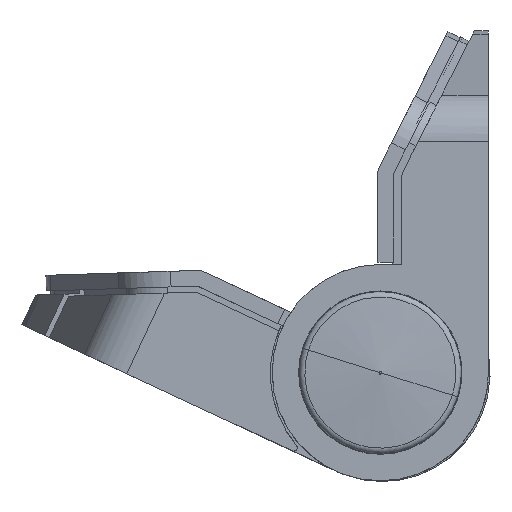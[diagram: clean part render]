
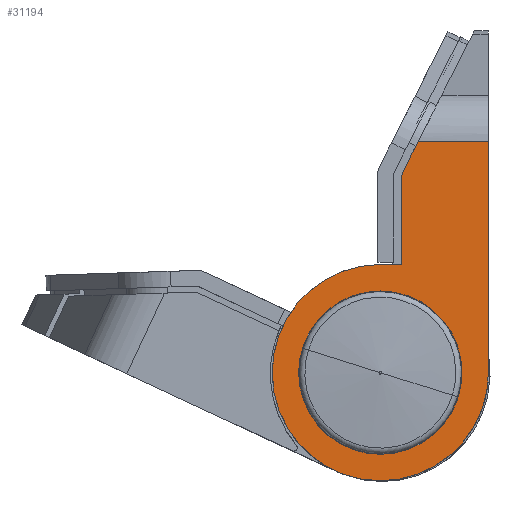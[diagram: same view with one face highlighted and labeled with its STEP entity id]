
A CAD part, front view. The second image highlights one B-rep face of the part: STEP entity #31194.
In plain terms, the highlighted planar face has unit normal (0, -1, 0).
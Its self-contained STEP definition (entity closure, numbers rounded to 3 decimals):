
#999 = AXIS2_PLACEMENT_3D ( 'NONE', #6299, #27403, #9416 ) ;
#2087 = CARTESIAN_POINT ( 'NONE',  ( 1.8, 1., 8.999 ) ) ;
#2095 = EDGE_CURVE ( 'NONE', #10784, #4321, #34690, .T. ) ;
#2275 = DIRECTION ( 'NONE',  ( 0., -1., 0. ) ) ;
#2288 = DIRECTION ( 'NONE',  ( 0., 1., 0. ) ) ;
#2824 = AXIS2_PLACEMENT_3D ( 'NONE', #26280, #26203, #26128 ) ;
#4167 = FACE_BOUND ( 'NONE', #13858, .T. ) ;
#4321 = VERTEX_POINT ( 'NONE', #34640 ) ;
#5131 = CARTESIAN_POINT ( 'NONE',  ( 0., 1., 6.8 ) ) ;
#5170 = VERTEX_POINT ( 'NONE', #20043 ) ;
#6299 = CARTESIAN_POINT ( 'NONE',  ( 2.3, 1., 16.438 ) ) ;
#7093 = CARTESIAN_POINT ( 'NONE',  ( 0., 1., -6.8 ) ) ;
#7287 = ORIENTED_EDGE ( 'NONE', *, *, #10289, .F. ) ;
#7463 = CIRCLE ( 'NONE', #2824, 6.8 ) ;
#9416 = DIRECTION ( 'NONE',  ( 0., 0., 1. ) ) ;
#9683 = ORIENTED_EDGE ( 'NONE', *, *, #32937, .F. ) ;
#9935 = EDGE_CURVE ( 'NONE', #14045, #5170, #15064, .T. ) ;
#10289 = EDGE_CURVE ( 'NONE', #25210, #10608, #7463, .T. ) ;
#10448 = EDGE_CURVE ( 'NONE', #4321, #17782, #26777, .T. ) ;
#10583 = ORIENTED_EDGE ( 'NONE', *, *, #2095, .F. ) ;
#10608 = VERTEX_POINT ( 'NONE', #5131 ) ;
#10784 = VERTEX_POINT ( 'NONE', #26333 ) ;
#10840 = DIRECTION ( 'NONE',  ( 1., 0., 0. ) ) ;
#11008 = EDGE_LOOP ( 'NONE', ( #24665, #22336, #17247, #15694, #13348, #12574, #10583 ) ) ;
#11233 = CARTESIAN_POINT ( 'NONE',  ( 9., 1., 29. ) ) ;
#11747 = VECTOR ( 'NONE', #15760, 1000. ) ;
#12071 = CARTESIAN_POINT ( 'NONE',  ( 0., 1., 19.24 ) ) ;
#12395 = AXIS2_PLACEMENT_3D ( 'NONE', #20421, #2275, #23438 ) ;
#12574 = ORIENTED_EDGE ( 'NONE', *, *, #10448, .F. ) ;
#13348 = ORIENTED_EDGE ( 'NONE', *, *, #25340, .F. ) ;
#13641 = DIRECTION ( 'NONE',  ( 0., 1., 0. ) ) ;
#13858 = EDGE_LOOP ( 'NONE', ( #9683, #7287 ) ) ;
#14045 = VERTEX_POINT ( 'NONE', #23065 ) ;
#14402 = CARTESIAN_POINT ( 'NONE',  ( 1.854, 1., 16.664 ) ) ;
#14424 = EDGE_CURVE ( 'NONE', #31186, #10784, #36797, .T. ) ;
#14861 = VECTOR ( 'NONE', #31195, 1000. ) ;
#15064 = LINE ( 'NONE', #2087, #30035 ) ;
#15694 = ORIENTED_EDGE ( 'NONE', *, *, #27811, .F. ) ;
#15760 = DIRECTION ( 'NONE',  ( 0., 0., -1. ) ) ;
#16826 = EDGE_CURVE ( 'NONE', #31186, #5170, #26039, .T. ) ;
#17247 = ORIENTED_EDGE ( 'NONE', *, *, #9935, .F. ) ;
#17782 = VERTEX_POINT ( 'NONE', #32793 ) ;
#20043 = CARTESIAN_POINT ( 'NONE',  ( 1.8, 1., 16.438 ) ) ;
#20421 = CARTESIAN_POINT ( 'NONE',  ( 0., 1., 0. ) ) ;
#20441 = PLANE ( 'NONE',  #26931 ) ;
#21874 = VECTOR ( 'NONE', #38411, 1000. ) ;
#22336 = ORIENTED_EDGE ( 'NONE', *, *, #16826, .T. ) ;
#23065 = CARTESIAN_POINT ( 'NONE',  ( 1.8, 1., 8.999 ) ) ;
#23438 = DIRECTION ( 'NONE',  ( 0., 0., 1. ) ) ;
#23459 = DIRECTION ( 'NONE',  ( 1., 0., 0. ) ) ;
#24665 = ORIENTED_EDGE ( 'NONE', *, *, #14424, .F. ) ;
#25201 = CARTESIAN_POINT ( 'NONE',  ( -0.1, 1., 8.999 ) ) ;
#25210 = VERTEX_POINT ( 'NONE', #7093 ) ;
#25340 = EDGE_CURVE ( 'NONE', #17782, #29569, #32330, .T. ) ;
#26039 = CIRCLE ( 'NONE', #999, 0.5 ) ;
#26128 = DIRECTION ( 'NONE',  ( 0., 0., 1. ) ) ;
#26203 = DIRECTION ( 'NONE',  ( 0., -1., 0. ) ) ;
#26280 = CARTESIAN_POINT ( 'NONE',  ( 0., 1., 0. ) ) ;
#26333 = CARTESIAN_POINT ( 'NONE',  ( 3.158, 1., 19.24 ) ) ;
#26746 = VECTOR ( 'NONE', #10840, 1000. ) ;
#26777 = LINE ( 'NONE', #11233, #11747 ) ;
#26931 = AXIS2_PLACEMENT_3D ( 'NONE', #38312, #2288, #23459 ) ;
#27291 = FACE_OUTER_BOUND ( 'NONE', #11008, .T. ) ;
#27403 = DIRECTION ( 'NONE',  ( 0., -1., 0. ) ) ;
#27811 = EDGE_CURVE ( 'NONE', #29569, #14045, #38690, .T. ) ;
#29569 = VERTEX_POINT ( 'NONE', #38006 ) ;
#30035 = VECTOR ( 'NONE', #35119, 1000. ) ;
#31186 = VERTEX_POINT ( 'NONE', #14402 ) ;
#31194 = ADVANCED_FACE ( 'NONE', ( #27291, #4167 ), #20441, .F. ) ;
#31195 = DIRECTION ( 'NONE',  ( 1., 0., 0. ) ) ;
#31556 = CARTESIAN_POINT ( 'NONE',  ( 0., 1., 0. ) ) ;
#32330 = CIRCLE ( 'NONE', #36288, 9. ) ;
#32793 = CARTESIAN_POINT ( 'NONE',  ( 9., 1., 0. ) ) ;
#32937 = EDGE_CURVE ( 'NONE', #10608, #25210, #35603, .T. ) ;
#34144 = CARTESIAN_POINT ( 'NONE',  ( -5.239, 1., 2.652 ) ) ;
#34561 = DIRECTION ( 'NONE',  ( 1., 0., 0. ) ) ;
#34640 = CARTESIAN_POINT ( 'NONE',  ( 9., 1., 19.24 ) ) ;
#34690 = LINE ( 'NONE', #12071, #26746 ) ;
#35119 = DIRECTION ( 'NONE',  ( 0., 0., 1. ) ) ;
#35603 = CIRCLE ( 'NONE', #12395, 6.8 ) ;
#36288 = AXIS2_PLACEMENT_3D ( 'NONE', #31556, #13641, #34561 ) ;
#36797 = LINE ( 'NONE', #34144, #21874 ) ;
#38006 = CARTESIAN_POINT ( 'NONE',  ( -0.1, 1., 8.999 ) ) ;
#38312 = CARTESIAN_POINT ( 'NONE',  ( 0., 1., 0. ) ) ;
#38411 = DIRECTION ( 'NONE',  ( 0.452, 0., 0.892 ) ) ;
#38690 = LINE ( 'NONE', #25201, #14861 ) ;
